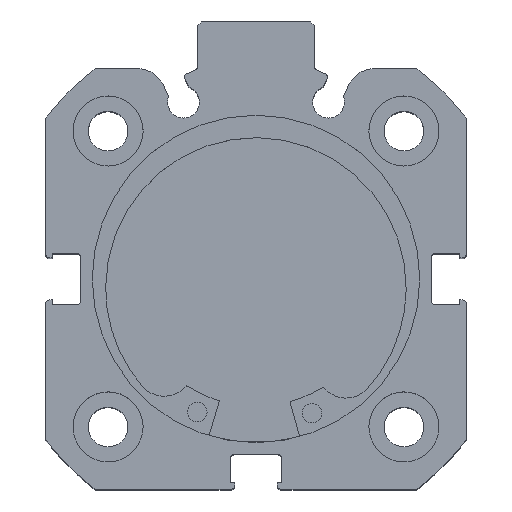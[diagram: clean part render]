
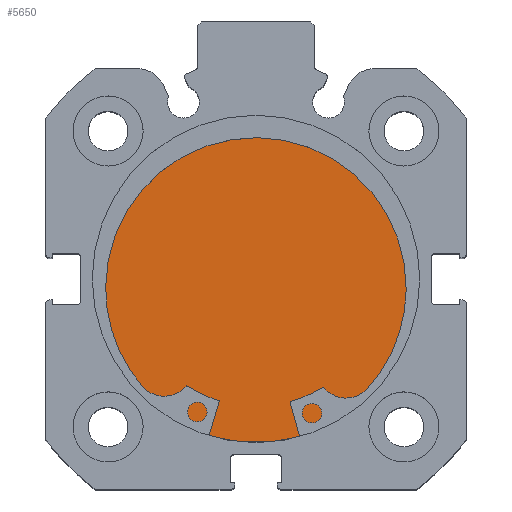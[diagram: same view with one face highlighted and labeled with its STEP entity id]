
A CAD part, top view. The second image highlights one B-rep face of the part: STEP entity #5650.
In plain terms, the highlighted face is planar.
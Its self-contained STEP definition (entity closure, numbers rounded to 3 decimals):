
#32 = CARTESIAN_POINT ( 'NONE',  ( 8.5, 0., 0. ) ) ;
#151 = DIRECTION ( 'NONE',  ( 0., 0., 1. ) ) ;
#152 = DIRECTION ( 'NONE',  ( -1., 0., 0. ) ) ;
#326 = CARTESIAN_POINT ( 'NONE',  ( 8.5, 0., 0. ) ) ;
#1494 = CIRCLE ( 'NONE', #2804, 21. ) ;
#1537 = CIRCLE ( 'NONE', #2821, 21. ) ;
#2482 = EDGE_CURVE ( 'NONE', #3618, #3904, #1494, .T. ) ;
#2511 = EDGE_CURVE ( 'NONE', #3904, #3618, #1537, .T. ) ;
#2804 = AXIS2_PLACEMENT_3D ( 'NONE', #326, #152, #151 ) ;
#2821 = AXIS2_PLACEMENT_3D ( 'NONE', #32, #4301, #4302 ) ;
#3618 = VERTEX_POINT ( 'NONE', #4623 ) ;
#3904 = VERTEX_POINT ( 'NONE', #4678 ) ;
#4195 = ORIENTED_EDGE ( 'NONE', *, *, #2482, .F. ) ;
#4267 = ORIENTED_EDGE ( 'NONE', *, *, #2511, .F. ) ;
#4301 = DIRECTION ( 'NONE',  ( -1., 0., 0. ) ) ;
#4302 = DIRECTION ( 'NONE',  ( 0., 0., 1. ) ) ;
#4623 = CARTESIAN_POINT ( 'NONE',  ( 8.5, 0., 21. ) ) ;
#4678 = CARTESIAN_POINT ( 'NONE',  ( 8.5, 0., -21. ) ) ;
#5286 = CARTESIAN_POINT ( 'NONE',  ( 8.5, 21., 0. ) ) ;
#5305 = PLANE ( 'NONE',  #6743 ) ;
#5312 = DIRECTION ( 'NONE',  ( -1., 0., 0. ) ) ;
#5313 = DIRECTION ( 'NONE',  ( 0., 0., 1. ) ) ;
#5650 = ADVANCED_FACE ( 'NONE', ( #6449 ), #5305, .F. ) ;
#5857 = EDGE_LOOP ( 'NONE', ( #4195, #4267 ) ) ;
#6449 = FACE_OUTER_BOUND ( 'NONE', #5857, .T. ) ;
#6743 = AXIS2_PLACEMENT_3D ( 'NONE', #5286, #5312, #5313 ) ;
